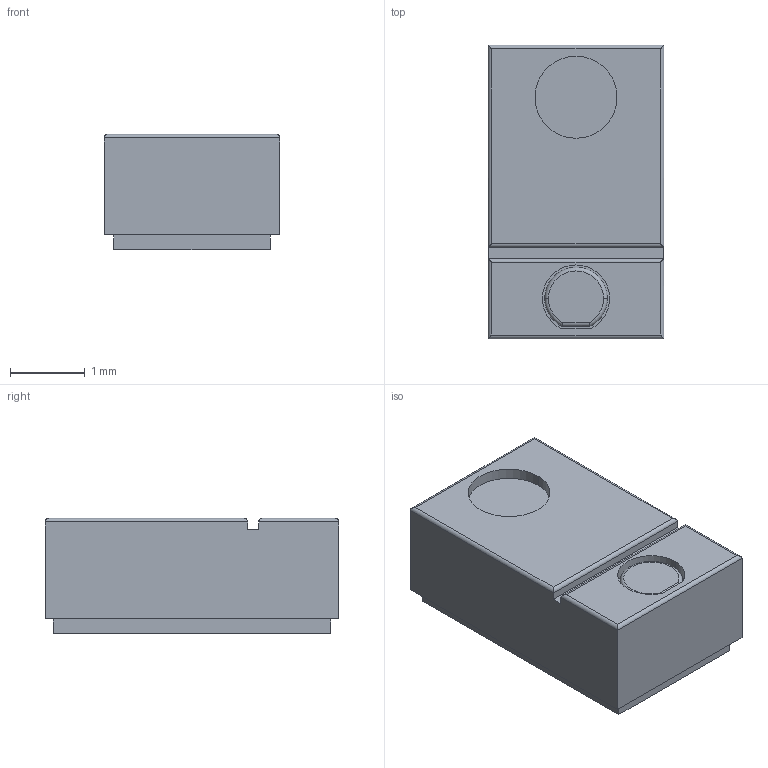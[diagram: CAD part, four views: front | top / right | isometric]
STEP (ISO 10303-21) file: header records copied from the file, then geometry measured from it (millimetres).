
FILE_DESCRIPTION(('FreeCAD Model'),'2;1');
FILE_NAME('APDS_9970_cp.step','2020-12-17T15:26:58',( 'kicad StepUp'),('ksu MCAD'),'Open CASCADE STEP processor 7.4', 'FreeCAD','Unknown');
FILE_SCHEMA(('AUTOMOTIVE_DESIGN { 1 0 10303 214 1 1 1 1 }'));
Length unit declared in the file: millimetre
Products named in the file (1): APDS_9970_cp
Bounding box: 2.36 x 3.94 x 1.55 mm (x, y, z)
Volume: 13.9 mm3; surface area: 50.1 mm2
Topology: 10 solids, 10 shells, 129 faces, 282 edges, 184 vertices
Faces by surface type: plane 109, cylinder 17, torus 3
Entity records: 4485 total; most frequent: CARTESIAN_POINT 656, ORIENTED_EDGE 564, DIRECTION 553, EDGE_CURVE 282, LINE 251, VECTOR 251, VERTEX_POINT 184, AXIS2_PLACEMENT_3D 151
